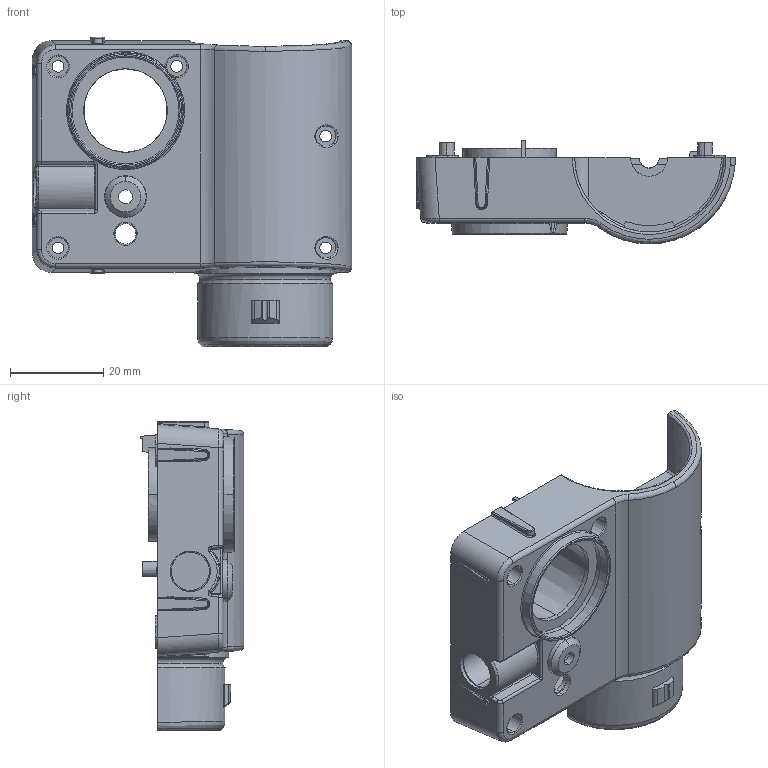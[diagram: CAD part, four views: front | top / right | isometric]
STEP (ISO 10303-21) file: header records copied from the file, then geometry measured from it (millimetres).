
FILE_DESCRIPTION (( 'STEP AP214' ), '1' );
FILE_NAME ('TT-210-A_SENSOR_BACK_CASE_LASER.STEP', '2015-01-22T15:07:19', ( '' ), ( '' ), 'SwSTEP 2.0', 'SolidWorks 2014', '' );
FILE_SCHEMA (( 'AUTOMOTIVE_DESIGN' ));
Length unit declared in the file: millimetre
Products named in the file (1): TT-210-A_SENSOR_BACK_CASE_LASER
Bounding box: 68.57 x 22.25 x 66.5 mm (x, y, z)
Volume: 16235.4 mm3; surface area: 18700.7 mm2
Topology: 1 solids, 1 shells, 440 faces, 1142 edges, 715 vertices
Faces by surface type: plane 135, cylinder 133, bspline 98, cone 45, torus 27, sphere 2
Entity records: 17433 total; most frequent: CARTESIAN_POINT 7473, ORIENTED_EDGE 2268, DIRECTION 1808, EDGE_CURVE 1134, VERTEX_POINT 713, AXIS2_PLACEMENT_3D 688, EDGE_LOOP 475, FACE_OUTER_BOUND 440
